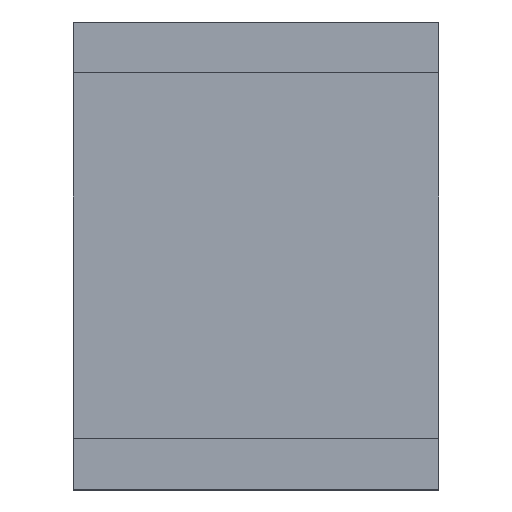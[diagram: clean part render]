
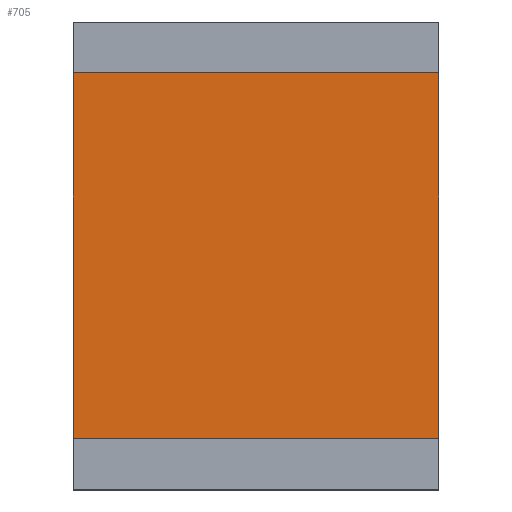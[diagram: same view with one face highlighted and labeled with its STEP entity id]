
A CAD part, top view. The second image highlights one B-rep face of the part: STEP entity #705.
In plain terms, the highlighted planar face has unit normal (0, 0, 1).
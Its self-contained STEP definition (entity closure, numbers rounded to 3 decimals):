
#44=PLANE('',#778);
#123=FACE_OUTER_BOUND('',#172,.T.);
#172=EDGE_LOOP('',(#574,#575,#576,#577));
#230=LINE('',#1185,#284);
#234=LINE('',#1193,#288);
#237=LINE('',#1199,#291);
#240=LINE('',#1204,#294);
#284=VECTOR('',#911,10.);
#288=VECTOR('',#917,10.);
#291=VECTOR('',#922,10.);
#294=VECTOR('',#927,10.);
#339=VERTEX_POINT('',#1183);
#340=VERTEX_POINT('',#1184);
#343=VERTEX_POINT('',#1192);
#345=VERTEX_POINT('',#1198);
#417=EDGE_CURVE('',#339,#340,#230,.T.);
#421=EDGE_CURVE('',#340,#343,#234,.T.);
#424=EDGE_CURVE('',#343,#345,#237,.T.);
#427=EDGE_CURVE('',#345,#339,#240,.T.);
#574=ORIENTED_EDGE('',*,*,#424,.F.);
#575=ORIENTED_EDGE('',*,*,#421,.F.);
#576=ORIENTED_EDGE('',*,*,#417,.F.);
#577=ORIENTED_EDGE('',*,*,#427,.F.);
#705=ADVANCED_FACE('',(#123),#44,.T.);
#778=AXIS2_PLACEMENT_3D('',#1207,#931,#932);
#911=DIRECTION('',(0.,1.,0.));
#917=DIRECTION('',(1.,0.,0.));
#922=DIRECTION('',(0.,-1.,0.));
#927=DIRECTION('',(-1.,0.,0.));
#931=DIRECTION('center_axis',(0.,0.,1.));
#932=DIRECTION('ref_axis',(1.,0.,0.));
#1183=CARTESIAN_POINT('',(-1.25,-1.25,2.));
#1184=CARTESIAN_POINT('',(-1.25,1.25,2.));
#1185=CARTESIAN_POINT('',(-1.25,0.625,2.));
#1192=CARTESIAN_POINT('',(1.25,1.25,2.));
#1193=CARTESIAN_POINT('',(0.625,1.25,2.));
#1198=CARTESIAN_POINT('',(1.25,-1.25,2.));
#1199=CARTESIAN_POINT('',(1.25,-0.625,2.));
#1204=CARTESIAN_POINT('',(-0.625,-1.25,2.));
#1207=CARTESIAN_POINT('Origin',(0.,0.,2.));
